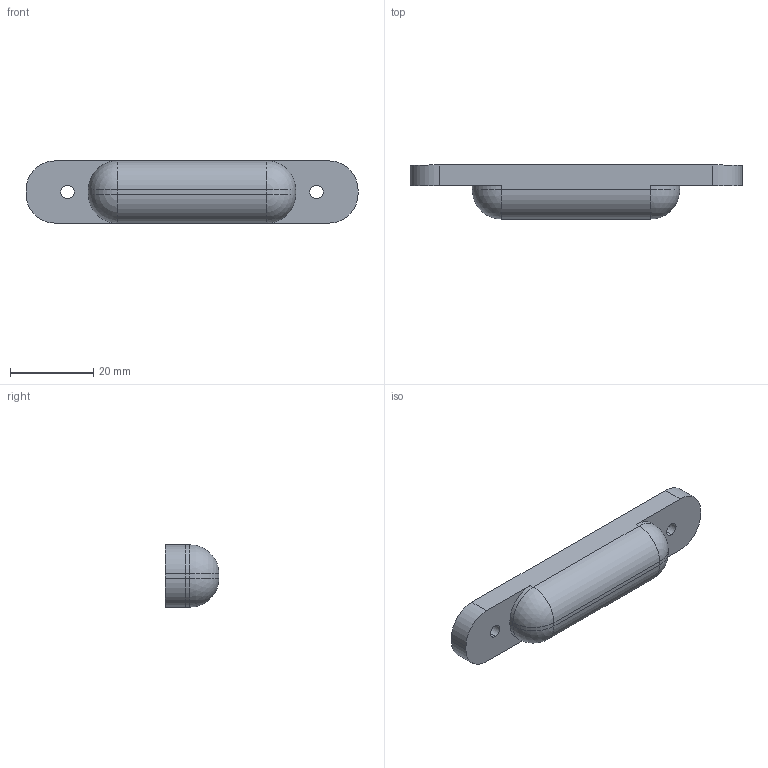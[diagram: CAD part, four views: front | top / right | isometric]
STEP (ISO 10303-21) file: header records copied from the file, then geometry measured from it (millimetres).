
FILE_DESCRIPTION (( 'STEP AP203' ), '1' );
FILE_NAME ('PatinsTeflons.STEP', '2023-05-01T18:42:13', ( '' ), ( '' ), 'SwSTEP 2.0', 'SolidWorks 2018', '' );
FILE_SCHEMA (( 'CONFIG_CONTROL_DESIGN' ));
Length unit declared in the file: millimetre
Products named in the file (1): PatinsTeflons
Bounding box: 80 x 13 x 15 mm (x, y, z)
Volume: 10210.9 mm3; surface area: 3830.3 mm2
Topology: 1 solids, 1 shells, 34 faces, 84 edges, 48 vertices
Faces by surface type: cylinder 16, plane 10, cone 4, sphere 4
Entity records: 1057 total; most frequent: DIRECTION 186, CARTESIAN_POINT 163, ORIENTED_EDGE 160, EDGE_CURVE 80, AXIS2_PLACEMENT_3D 71, VERTEX_POINT 48, VECTOR 44, LINE 44
